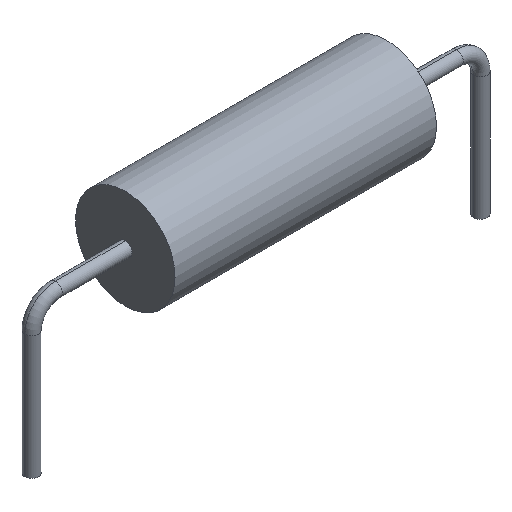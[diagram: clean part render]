
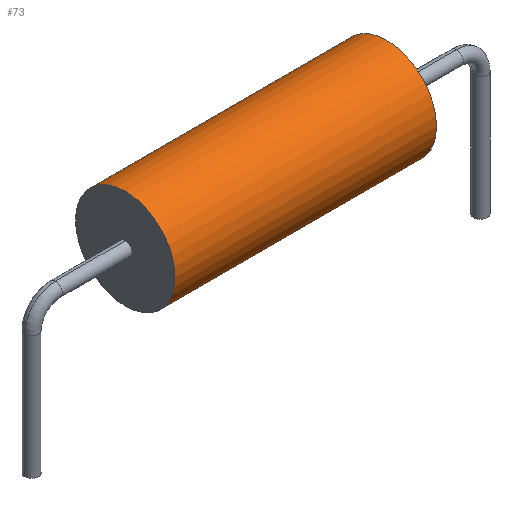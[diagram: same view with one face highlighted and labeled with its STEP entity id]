
A CAD part, isometric view. The second image highlights one B-rep face of the part: STEP entity #73.
In plain terms, the highlighted cylindrical face has radius 1.295 mm (diameter 2.591 mm), a full revolution.
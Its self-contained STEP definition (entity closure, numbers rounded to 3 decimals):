
#73=ADVANCED_FACE($,(#79,#78),#96,.T.);
#78=FACE_BOUND($,#83,.T.);
#79=FACE_OUTER_BOUND($,#82,.T.);
#82=EDGE_LOOP($,(#92));
#83=EDGE_LOOP($,(#93));
#86=CIRCLE($,#99,1.295);
#87=CIRCLE($,#100,1.295);
#88=VERTEX_POINT('',#117);
#89=VERTEX_POINT('',#119);
#90=EDGE_CURVE($,#88,#88,#86,.T.);
#91=EDGE_CURVE($,#89,#89,#87,.T.);
#92=ORIENTED_EDGE($,*,*,#90,.F.);
#93=ORIENTED_EDGE($,*,*,#91,.F.);
#96=CYLINDRICAL_SURFACE($,#98,1.295);
#98=AXIS2_PLACEMENT_3D($,#116,#105,#106);
#99=AXIS2_PLACEMENT_3D($,#118,#107,#108);
#100=AXIS2_PLACEMENT_3D($,#120,#109,#110);
#105=DIRECTION('',(-1.,0.,0.));
#106=DIRECTION('',(0.,0.,1.));
#107=DIRECTION('',(-1.,0.,0.));
#108=DIRECTION('',(0.,0.,1.));
#109=DIRECTION('',(1.,0.,0.));
#110=DIRECTION('',(0.,0.,1.));
#116=CARTESIAN_POINT('',(9.246,0.0,1.295));
#117=CARTESIAN_POINT('',(2.438,0.0,0.0));
#118=CARTESIAN_POINT('',(2.438,0.0,1.295));
#119=CARTESIAN_POINT('',(9.246,0.0,0.0));
#120=CARTESIAN_POINT('',(9.246,0.0,1.295));
